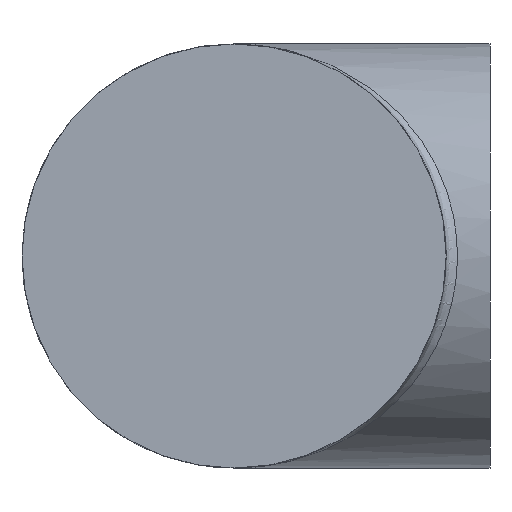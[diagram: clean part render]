
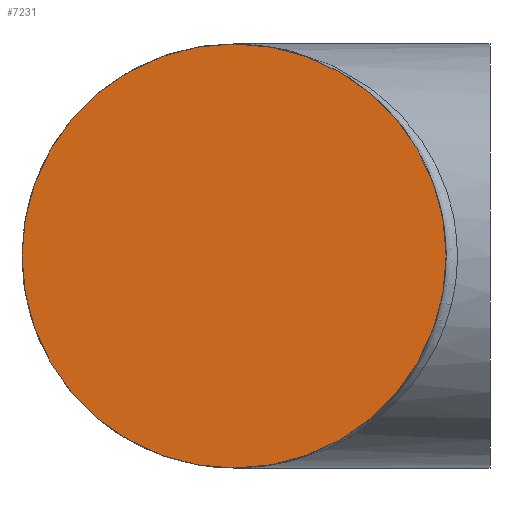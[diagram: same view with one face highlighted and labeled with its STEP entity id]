
A CAD part, front view. The second image highlights one B-rep face of the part: STEP entity #7231.
In plain terms, the highlighted planar face has unit normal (0, -1, 0).
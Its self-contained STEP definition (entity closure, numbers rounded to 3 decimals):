
#769=PLANE('',#8138);
#1321=FACE_OUTER_BOUND('',#1794,.T.);
#1794=EDGE_LOOP('',(#6679,#6680));
#2734=CIRCLE('',#8133,37.5);
#2735=CIRCLE('',#8134,37.5);
#3405=VERTEX_POINT('',#22619);
#3406=VERTEX_POINT('',#22621);
#4494=EDGE_CURVE('',#3405,#3406,#2734,.T.);
#4495=EDGE_CURVE('',#3406,#3405,#2735,.T.);
#6679=ORIENTED_EDGE('',*,*,#4495,.F.);
#6680=ORIENTED_EDGE('',*,*,#4494,.F.);
#7231=ADVANCED_FACE('',(#1321),#769,.T.);
#8133=AXIS2_PLACEMENT_3D('',#22622,#10108,#10109);
#8134=AXIS2_PLACEMENT_3D('',#22623,#10110,#10111);
#8138=AXIS2_PLACEMENT_3D('',#22832,#10118,#10119);
#10108=DIRECTION('center_axis',(0.,1.,0.));
#10109=DIRECTION('ref_axis',(0.,0.,-1.));
#10110=DIRECTION('center_axis',(0.,1.,0.));
#10111=DIRECTION('ref_axis',(0.,0.,-1.));
#10118=DIRECTION('center_axis',(0.,-1.,0.));
#10119=DIRECTION('ref_axis',(0.,0.,-1.));
#22619=CARTESIAN_POINT('',(0.,-41.55,-37.5));
#22621=CARTESIAN_POINT('',(0.,-41.55,37.5));
#22622=CARTESIAN_POINT('Origin',(0.,-41.55,
0.));
#22623=CARTESIAN_POINT('Origin',(0.,-41.55,
0.));
#22832=CARTESIAN_POINT('Origin',(0.,-41.55,
0.));
